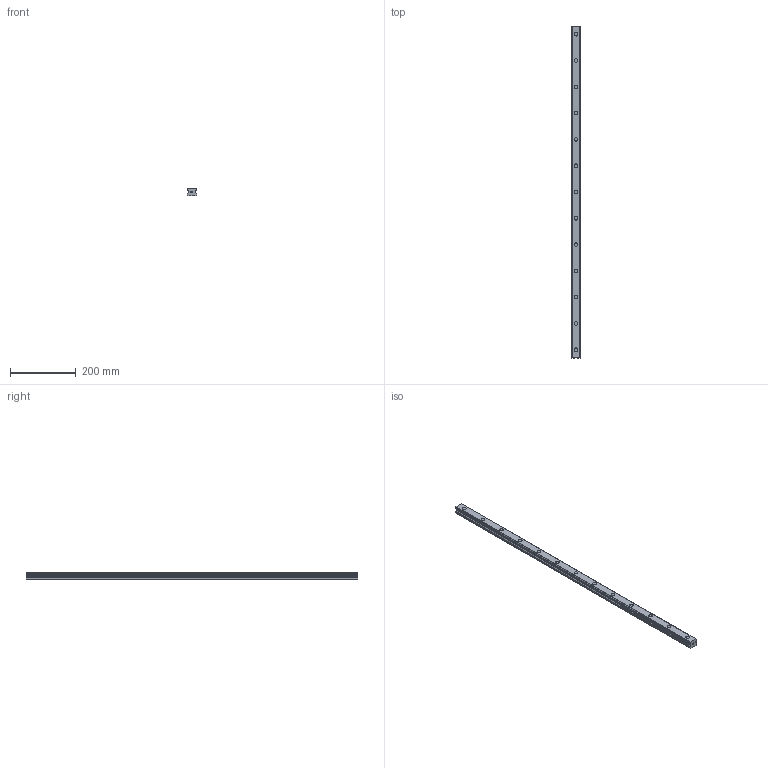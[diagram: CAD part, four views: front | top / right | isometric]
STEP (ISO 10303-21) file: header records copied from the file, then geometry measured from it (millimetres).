
FILE_DESCRIPTION(('STEP AP214'),'1');
FILE_NAME('cctmp_CB61872D-90B0-47AF-975D-7A02ABB5975E_2021_02_10_12_46_06_0854..stp','2021-02-10T11:46:06',('HIWIN GmbH'),('CADClick - www.CADClick.com'),'Spatial InterOp 3D',' ','unknown authorization');
FILE_SCHEMA(('AUTOMOTIVE_DESIGN'));
Length unit declared in the file: millimetre
Products named in the file (1): EGR30R1010C_FILE
Bounding box: 28 x 1010 x 23 mm (x, y, z)
Volume: 564181.2 mm3; surface area: 114414 mm2
Topology: 1 solids, 1 shells, 220 faces, 525 edges, 350 vertices
Faces by surface type: plane 124, cylinder 96
Entity records: 8205 total; most frequent: DIRECTION 1159, CARTESIAN_POINT 1096, ORIENTED_EDGE 1050, EDGE_CURVE 525, AXIS2_PLACEMENT_3D 413, VERTEX_POINT 350, LINE 333, VECTOR 333
